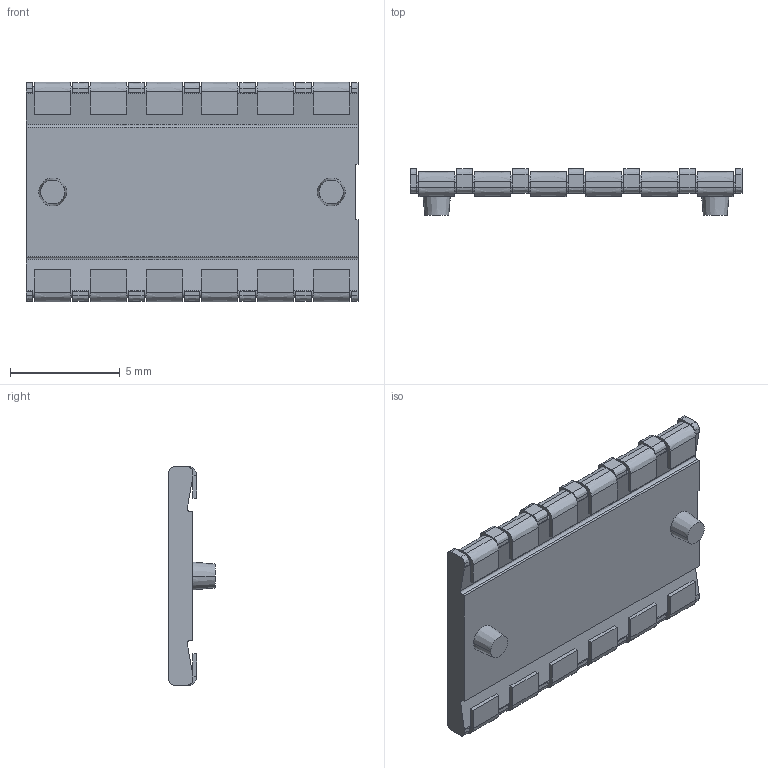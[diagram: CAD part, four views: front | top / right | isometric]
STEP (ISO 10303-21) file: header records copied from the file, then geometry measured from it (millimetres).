
FILE_DESCRIPTION((''),'2;1');
FILE_NAME('30701-11902_ASM','2007-06-11T',('minhn'),('Bourns, Inc.'),'PRO/ENGINEER BY PARAMETRIC TECHNOLOGY CORPORATION, 2001200','PRO/ENGINEER BY PARAMETRIC TECHNOLOGY CORPORATION, 2001200','');
FILE_SCHEMA(('AUTOMOTIVE_DESIGN_CC2 { 1 2 10303 214 -1 1 5 2 }'));
Length unit declared in the file: inch
Products named in the file (2): 33756-77102; 30701-11902_ASM
Assembly tree (1 placements, depth 2):
  30701-11902_ASM
    33756-77102
Bounding box: 15.14 x 2.11 x 10 mm (x, y, z)
Volume: 147.1 mm3; surface area: 516.9 mm2
Topology: 1 solids, 1 shells, 366 faces, 870 edges, 508 vertices
Faces by surface type: bspline 366
Entity records: 14036 total; most frequent: CARTESIAN_POINT 4045, ORIENTED_EDGE 1740, DIRECTION 1092, PRESENTATION_STYLE_ASSIGNMENT 871, STYLED_ITEM 871, CURVE_STYLE 870, EDGE_CURVE 870, VECTOR 654
